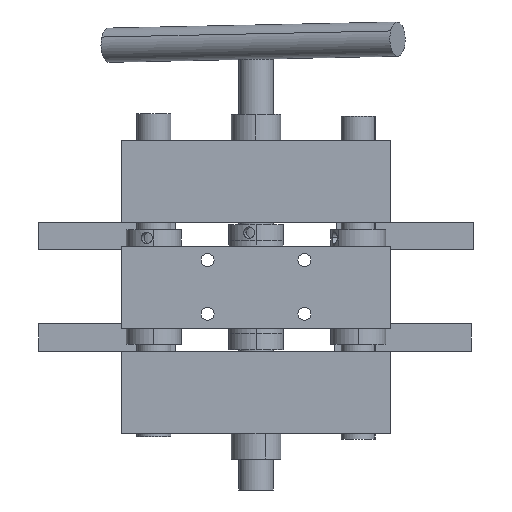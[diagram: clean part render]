
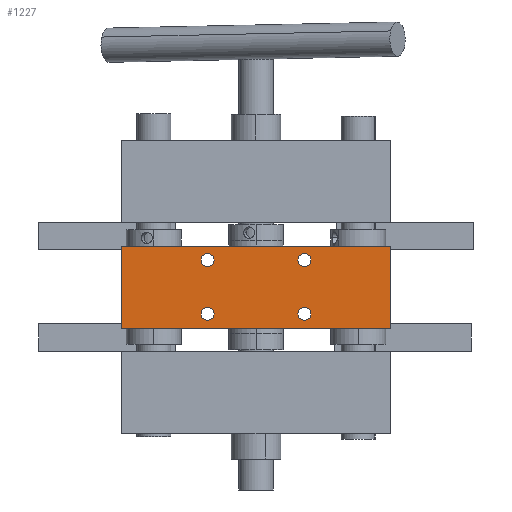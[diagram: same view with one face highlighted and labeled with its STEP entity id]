
A CAD part, front view. The second image highlights one B-rep face of the part: STEP entity #1227.
In plain terms, the highlighted planar face has unit normal (0, -1, 0).
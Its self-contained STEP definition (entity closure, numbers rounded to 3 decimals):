
#4 = CIRCLE ( 'NONE', #1563, 6. ) ;
#32 = CIRCLE ( 'NONE', #1424, 6. ) ;
#123 = EDGE_LOOP ( 'NONE', ( #882, #924 ) ) ;
#287 = EDGE_LOOP ( 'NONE', ( #905, #864 ) ) ;
#479 = LINE ( 'NONE', #1976, #480 ) ;
#480 = VECTOR ( 'NONE', #1985, 1000. ) ;
#489 = CIRCLE ( 'NONE', #1701, 6. ) ;
#586 = CARTESIAN_POINT ( 'NONE',  ( 80., 0., -63. ) ) ;
#588 = DIRECTION ( 'NONE',  ( 0., 1., 0. ) ) ;
#589 = DIRECTION ( 'NONE',  ( 0., 0., 1. ) ) ;
#649 = CARTESIAN_POINT ( 'NONE',  ( 80., 0., -13. ) ) ;
#652 = CARTESIAN_POINT ( 'NONE',  ( 170., 0., -63. ) ) ;
#654 = DIRECTION ( 'NONE',  ( 0., 1., 0. ) ) ;
#655 = DIRECTION ( 'NONE',  ( 0., 0., 1. ) ) ;
#659 = DIRECTION ( 'NONE',  ( 0., 1., 0. ) ) ;
#660 = DIRECTION ( 'NONE',  ( 0., 0., 1. ) ) ;
#687 = VERTEX_POINT ( 'NONE', #3910 ) ;
#688 = VERTEX_POINT ( 'NONE', #3911 ) ;
#691 = VERTEX_POINT ( 'NONE', #3914 ) ;
#692 = VERTEX_POINT ( 'NONE', #3915 ) ;
#695 = VERTEX_POINT ( 'NONE', #3918 ) ;
#696 = VERTEX_POINT ( 'NONE', #3919 ) ;
#699 = VERTEX_POINT ( 'NONE', #3922 ) ;
#700 = VERTEX_POINT ( 'NONE', #3923 ) ;
#703 = VERTEX_POINT ( 'NONE', #3926 ) ;
#704 = VERTEX_POINT ( 'NONE', #3927 ) ;
#707 = VERTEX_POINT ( 'NONE', #3930 ) ;
#709 = VERTEX_POINT ( 'NONE', #3932 ) ;
#737 = CIRCLE ( 'NONE', #1889, 6. ) ;
#743 = LINE ( 'NONE', #3599, #745 ) ;
#745 = VECTOR ( 'NONE', #3600, 1000. ) ;
#755 = CIRCLE ( 'NONE', #1813, 6. ) ;
#762 = VECTOR ( 'NONE', #3576, 1000. ) ;
#763 = LINE ( 'NONE', #3575, #762 ) ;
#861 = ORIENTED_EDGE ( 'NONE', *, *, #2768, .T. ) ;
#862 = ORIENTED_EDGE ( 'NONE', *, *, #2608, .F. ) ;
#864 = ORIENTED_EDGE ( 'NONE', *, *, #1172, .T. ) ;
#866 = ORIENTED_EDGE ( 'NONE', *, *, #2766, .T. ) ;
#870 = ORIENTED_EDGE ( 'NONE', *, *, #2713, .T. ) ;
#871 = ORIENTED_EDGE ( 'NONE', *, *, #2618, .F. ) ;
#873 = ORIENTED_EDGE ( 'NONE', *, *, #2509, .F. ) ;
#882 = ORIENTED_EDGE ( 'NONE', *, *, #2482, .T. ) ;
#905 = ORIENTED_EDGE ( 'NONE', *, *, #1327, .T. ) ;
#916 = ORIENTED_EDGE ( 'NONE', *, *, #2704, .F. ) ;
#924 = ORIENTED_EDGE ( 'NONE', *, *, #2613, .T. ) ;
#945 = ORIENTED_EDGE ( 'NONE', *, *, #2593, .T. ) ;
#1172 = EDGE_CURVE ( 'NONE', #687, #688, #2772, .T. ) ;
#1227 = ADVANCED_FACE ( 'NONE', ( #2752, #2561, #2678, #2759, #2738 ), #4133, .T. ) ;
#1289 = AXIS2_PLACEMENT_3D ( 'NONE', #4144, #4146, #4147 ) ;
#1327 = EDGE_CURVE ( 'NONE', #688, #687, #32, .T. ) ;
#1420 = AXIS2_PLACEMENT_3D ( 'NONE', #3969, #3970, #3971 ) ;
#1424 = AXIS2_PLACEMENT_3D ( 'NONE', #586, #588, #589 ) ;
#1563 = AXIS2_PLACEMENT_3D ( 'NONE', #652, #654, #655 ) ;
#1571 = AXIS2_PLACEMENT_3D ( 'NONE', #649, #659, #660 ) ;
#1701 = AXIS2_PLACEMENT_3D ( 'NONE', #3523, #3524, #3525 ) ;
#1813 = AXIS2_PLACEMENT_3D ( 'NONE', #2039, #2040, #2041 ) ;
#1856 = AXIS2_PLACEMENT_3D ( 'NONE', #5034, #5042, #5043 ) ;
#1889 = AXIS2_PLACEMENT_3D ( 'NONE', #3581, #3588, #3589 ) ;
#1976 = CARTESIAN_POINT ( 'NONE',  ( 0., 0., -76.2 ) ) ;
#1985 = DIRECTION ( 'NONE',  ( -1., 0., 0. ) ) ;
#2039 = CARTESIAN_POINT ( 'NONE',  ( 80., 0., -13. ) ) ;
#2040 = DIRECTION ( 'NONE',  ( 0., 1., 0. ) ) ;
#2041 = DIRECTION ( 'NONE',  ( 0., 0., 1. ) ) ;
#2482 = EDGE_CURVE ( 'NONE', #696, #695, #489, .T. ) ;
#2509 = EDGE_CURVE ( 'NONE', #709, #703, #479, .T. ) ;
#2518 = EDGE_LOOP ( 'NONE', ( #861, #945 ) ) ;
#2529 = EDGE_LOOP ( 'NONE', ( #866, #870 ) ) ;
#2561 = FACE_BOUND ( 'NONE', #123, .T. ) ;
#2593 = EDGE_CURVE ( 'NONE', #691, #692, #755, .T. ) ;
#2608 = EDGE_CURVE ( 'NONE', #704, #707, #763, .T. ) ;
#2613 = EDGE_CURVE ( 'NONE', #695, #696, #737, .T. ) ;
#2618 = EDGE_CURVE ( 'NONE', #707, #709, #743, .T. ) ;
#2678 = FACE_BOUND ( 'NONE', #2518, .T. ) ;
#2679 = CIRCLE ( 'NONE', #1571, 6. ) ;
#2704 = EDGE_CURVE ( 'NONE', #703, #704, #4866, .T. ) ;
#2713 = EDGE_CURVE ( 'NONE', #699, #700, #4893, .T. ) ;
#2738 = FACE_OUTER_BOUND ( 'NONE', #2796, .T. ) ;
#2752 = FACE_BOUND ( 'NONE', #287, .T. ) ;
#2759 = FACE_BOUND ( 'NONE', #2529, .T. ) ;
#2766 = EDGE_CURVE ( 'NONE', #700, #699, #4, .T. ) ;
#2768 = EDGE_CURVE ( 'NONE', #692, #691, #2679, .T. ) ;
#2772 = CIRCLE ( 'NONE', #1420, 6. ) ;
#2796 = EDGE_LOOP ( 'NONE', ( #916, #873, #871, #862 ) ) ;
#3523 = CARTESIAN_POINT ( 'NONE',  ( 170., 0., -13. ) ) ;
#3524 = DIRECTION ( 'NONE',  ( 0., 1., 0. ) ) ;
#3525 = DIRECTION ( 'NONE',  ( 0., 0., 1. ) ) ;
#3575 = CARTESIAN_POINT ( 'NONE',  ( 0., 0., 0. ) ) ;
#3576 = DIRECTION ( 'NONE',  ( 1., 0., 0. ) ) ;
#3581 = CARTESIAN_POINT ( 'NONE',  ( 170., 0., -13. ) ) ;
#3588 = DIRECTION ( 'NONE',  ( 0., 1., 0. ) ) ;
#3589 = DIRECTION ( 'NONE',  ( 0., 0., 1. ) ) ;
#3599 = CARTESIAN_POINT ( 'NONE',  ( 250., 0., 0. ) ) ;
#3600 = DIRECTION ( 'NONE',  ( 0., 0., -1. ) ) ;
#3910 = CARTESIAN_POINT ( 'NONE',  ( 80., 0., -69. ) ) ;
#3911 = CARTESIAN_POINT ( 'NONE',  ( 80., 0., -57. ) ) ;
#3914 = CARTESIAN_POINT ( 'NONE',  ( 80., 0., -19. ) ) ;
#3915 = CARTESIAN_POINT ( 'NONE',  ( 80., 0., -7. ) ) ;
#3918 = CARTESIAN_POINT ( 'NONE',  ( 170., 0., -19. ) ) ;
#3919 = CARTESIAN_POINT ( 'NONE',  ( 170., 0., -7. ) ) ;
#3922 = CARTESIAN_POINT ( 'NONE',  ( 170., 0., -69. ) ) ;
#3923 = CARTESIAN_POINT ( 'NONE',  ( 170., 0., -57. ) ) ;
#3926 = CARTESIAN_POINT ( 'NONE',  ( 0., 0., -76.2 ) ) ;
#3927 = CARTESIAN_POINT ( 'NONE',  ( 0., 0., 0. ) ) ;
#3930 = CARTESIAN_POINT ( 'NONE',  ( 250., 0., 0. ) ) ;
#3932 = CARTESIAN_POINT ( 'NONE',  ( 250., 0., -76.2 ) ) ;
#3969 = CARTESIAN_POINT ( 'NONE',  ( 80., 0., -63. ) ) ;
#3970 = DIRECTION ( 'NONE',  ( 0., 1., 0. ) ) ;
#3971 = DIRECTION ( 'NONE',  ( 0., 0., 1. ) ) ;
#4133 = PLANE ( 'NONE',  #1289 ) ;
#4144 = CARTESIAN_POINT ( 'NONE',  ( 0., 0., -76.2 ) ) ;
#4146 = DIRECTION ( 'NONE',  ( 0., -1., 0. ) ) ;
#4147 = DIRECTION ( 'NONE',  ( 0., 0., -1. ) ) ;
#4864 = VECTOR ( 'NONE', #4956, 1000. ) ;
#4866 = LINE ( 'NONE', #4955, #4864 ) ;
#4893 = CIRCLE ( 'NONE', #1856, 6. ) ;
#4955 = CARTESIAN_POINT ( 'NONE',  ( 0., 0., 0. ) ) ;
#4956 = DIRECTION ( 'NONE',  ( 0., 0., 1. ) ) ;
#5034 = CARTESIAN_POINT ( 'NONE',  ( 170., 0., -63. ) ) ;
#5042 = DIRECTION ( 'NONE',  ( 0., 1., 0. ) ) ;
#5043 = DIRECTION ( 'NONE',  ( 0., 0., 1. ) ) ;
